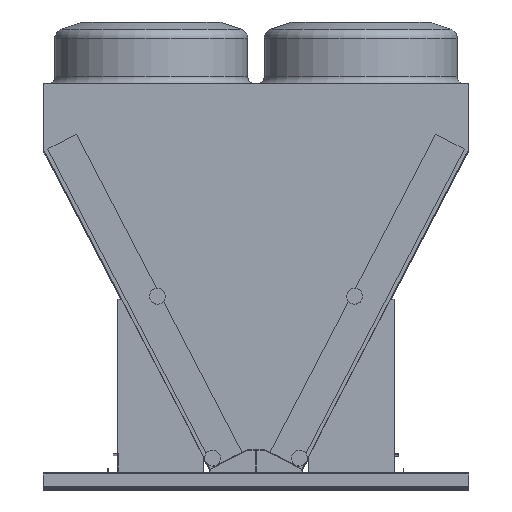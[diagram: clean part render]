
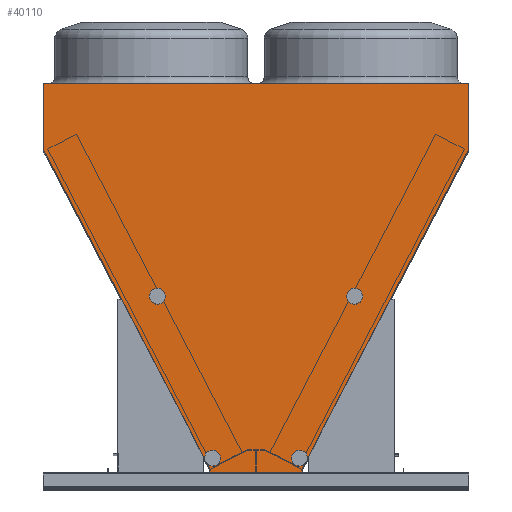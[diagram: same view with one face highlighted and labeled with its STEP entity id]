
A CAD part, top view. The second image highlights one B-rep face of the part: STEP entity #40110.
In plain terms, the highlighted planar face has unit normal (0, 0, 1).
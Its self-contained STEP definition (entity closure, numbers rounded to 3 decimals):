
#740 = LINE ( 'NONE', #3918, #16175 ) ;
#777 = CARTESIAN_POINT ( 'NONE',  ( -245.403, 20.223, 0. ) ) ;
#1101 = DIRECTION ( 'NONE',  ( 0., 1., 0. ) ) ;
#1405 = DIRECTION ( 'NONE',  ( 0.462, -0.887, 0. ) ) ;
#1653 = CARTESIAN_POINT ( 'NONE',  ( -279.893, 0., 0. ) ) ;
#1857 = LINE ( 'NONE', #29630, #18354 ) ;
#2748 = EDGE_CURVE ( 'NONE', #6090, #19667, #3235, .T. ) ;
#3108 = CARTESIAN_POINT ( 'NONE',  ( 246.893, 1.482, 0. ) ) ;
#3235 = LINE ( 'NONE', #6063, #28455 ) ;
#3908 = CARTESIAN_POINT ( 'NONE',  ( 1127.607, 1711.053, 0. ) ) ;
#3918 = CARTESIAN_POINT ( 'NONE',  ( 279.893, 0., 0. ) ) ;
#4560 = CARTESIAN_POINT ( 'NONE',  ( 1127.607, 1711.053, 0. ) ) ;
#5502 = DIRECTION ( 'NONE',  ( 0., -1., 0. ) ) ;
#5586 = VERTEX_POINT ( 'NONE', #27681 ) ;
#5614 = VERTEX_POINT ( 'NONE', #1653 ) ;
#5760 = CARTESIAN_POINT ( 'NONE',  ( 1136.15, 2083.62, 0. ) ) ;
#5863 = EDGE_CURVE ( 'NONE', #26029, #23962, #41083, .T. ) ;
#5876 = VECTOR ( 'NONE', #35042, 1000. ) ;
#6052 = ORIENTED_EDGE ( 'NONE', *, *, #22760, .T. ) ;
#6063 = CARTESIAN_POINT ( 'NONE',  ( 1127.607, 1711.053, 0. ) ) ;
#6090 = VERTEX_POINT ( 'NONE', #3908 ) ;
#7019 = CARTESIAN_POINT ( 'NONE',  ( 279.893, 1.482, 0. ) ) ;
#7298 = ORIENTED_EDGE ( 'NONE', *, *, #8640, .T. ) ;
#7494 = VERTEX_POINT ( 'NONE', #14997 ) ;
#7678 = VERTEX_POINT ( 'NONE', #12533 ) ;
#8236 = VECTOR ( 'NONE', #21601, 1000. ) ;
#8585 = EDGE_CURVE ( 'NONE', #19667, #26029, #29702, .T. ) ;
#8640 = EDGE_CURVE ( 'NONE', #5586, #6090, #30726, .T. ) ;
#9036 = EDGE_CURVE ( 'NONE', #17163, #14474, #12659, .T. ) ;
#9270 = VERTEX_POINT ( 'NONE', #40845 ) ;
#9552 = ORIENTED_EDGE ( 'NONE', *, *, #25001, .T. ) ;
#9824 = EDGE_CURVE ( 'NONE', #7494, #13750, #19858, .T. ) ;
#10256 = VERTEX_POINT ( 'NONE', #25230 ) ;
#10655 = EDGE_LOOP ( 'NONE', ( #25901, #19107, #33045, #21622, #32900, #21329, #35490, #24544, #9552, #12648, #38909, #42178, #6052, #20327, #7298, #40079, #13299, #30026 ) ) ;
#10767 = EDGE_CURVE ( 'NONE', #18432, #17163, #29521, .T. ) ;
#11196 = VECTOR ( 'NONE', #34128, 1000. ) ;
#11532 = VERTEX_POINT ( 'NONE', #3108 ) ;
#12413 = VERTEX_POINT ( 'NONE', #18008 ) ;
#12470 = VECTOR ( 'NONE', #37073, 1000. ) ;
#12533 = CARTESIAN_POINT ( 'NONE',  ( 279.893, 0., 0. ) ) ;
#12648 = ORIENTED_EDGE ( 'NONE', *, *, #38146, .T. ) ;
#12651 = PLANE ( 'NONE',  #14081 ) ;
#12659 = LINE ( 'NONE', #26672, #29148 ) ;
#12946 = VERTEX_POINT ( 'NONE', #18320 ) ;
#13299 = ORIENTED_EDGE ( 'NONE', *, *, #8585, .T. ) ;
#13750 = VERTEX_POINT ( 'NONE', #26021 ) ;
#14081 = AXIS2_PLACEMENT_3D ( 'NONE', #35589, #38823, #19312 ) ;
#14154 = CARTESIAN_POINT ( 'NONE',  ( 246.893, 17.358, 0. ) ) ;
#14474 = VERTEX_POINT ( 'NONE', #777 ) ;
#14997 = CARTESIAN_POINT ( 'NONE',  ( -246.893, 1.482, 0. ) ) ;
#15014 = VECTOR ( 'NONE', #38868, 1000. ) ;
#15477 = EDGE_CURVE ( 'NONE', #9270, #5586, #37079, .T. ) ;
#16175 = VECTOR ( 'NONE', #23648, 1000. ) ;
#16594 = EDGE_CURVE ( 'NONE', #19153, #18432, #32948, .T. ) ;
#16925 = DIRECTION ( 'NONE',  ( -1., 0., 0. ) ) ;
#16949 = LINE ( 'NONE', #37831, #8236 ) ;
#17120 = EDGE_CURVE ( 'NONE', #14474, #12413, #30857, .T. ) ;
#17163 = VERTEX_POINT ( 'NONE', #21545 ) ;
#17442 = CARTESIAN_POINT ( 'NONE',  ( -1136.282, 1727.462, 0. ) ) ;
#17506 = CARTESIAN_POINT ( 'NONE',  ( 1136.15, 2083.62, 0. ) ) ;
#17725 = LINE ( 'NONE', #31788, #5876 ) ;
#18008 = CARTESIAN_POINT ( 'NONE',  ( -246.893, 17.358, 0. ) ) ;
#18320 = CARTESIAN_POINT ( 'NONE',  ( 279.893, 1.482, 0. ) ) ;
#18354 = VECTOR ( 'NONE', #32899, 1000. ) ;
#18432 = VERTEX_POINT ( 'NONE', #33137 ) ;
#18804 = VECTOR ( 'NONE', #38248, 1000. ) ;
#19107 = ORIENTED_EDGE ( 'NONE', *, *, #16594, .T. ) ;
#19153 = VERTEX_POINT ( 'NONE', #17442 ) ;
#19295 = DIRECTION ( 'NONE',  ( 0.462, 0.887, 0. ) ) ;
#19312 = DIRECTION ( 'NONE',  ( -1., 0., 0. ) ) ;
#19561 = EDGE_CURVE ( 'NONE', #12413, #7494, #1857, .T. ) ;
#19667 = VERTEX_POINT ( 'NONE', #23731 ) ;
#19858 = LINE ( 'NONE', #22022, #18804 ) ;
#20327 = ORIENTED_EDGE ( 'NONE', *, *, #15477, .T. ) ;
#21162 = CARTESIAN_POINT ( 'NONE',  ( -1127.739, 1711.053, 0. ) ) ;
#21329 = ORIENTED_EDGE ( 'NONE', *, *, #19561, .T. ) ;
#21545 = CARTESIAN_POINT ( 'NONE',  ( -1126.246, 1711.83, 0. ) ) ;
#21601 = DIRECTION ( 'NONE',  ( 0., 1., 0. ) ) ;
#21602 = VECTOR ( 'NONE', #26557, 1000. ) ;
#21622 = ORIENTED_EDGE ( 'NONE', *, *, #9036, .T. ) ;
#21749 = DIRECTION ( 'NONE',  ( 0.887, 0.462, 0. ) ) ;
#22022 = CARTESIAN_POINT ( 'NONE',  ( -279.893, 1.482, 0. ) ) ;
#22760 = EDGE_CURVE ( 'NONE', #10256, #9270, #29969, .T. ) ;
#23043 = VECTOR ( 'NONE', #1101, 1000. ) ;
#23379 = VECTOR ( 'NONE', #5502, 1000. ) ;
#23648 = DIRECTION ( 'NONE',  ( 0., 1., 0. ) ) ;
#23731 = CARTESIAN_POINT ( 'NONE',  ( 1136.15, 1727.462, 0. ) ) ;
#23962 = VERTEX_POINT ( 'NONE', #36289 ) ;
#24254 = VECTOR ( 'NONE', #1405, 1000. ) ;
#24544 = ORIENTED_EDGE ( 'NONE', *, *, #38447, .T. ) ;
#25001 = EDGE_CURVE ( 'NONE', #5614, #7678, #31326, .T. ) ;
#25039 = CARTESIAN_POINT ( 'NONE',  ( -1127.739, 1711.053, 0. ) ) ;
#25061 = CARTESIAN_POINT ( 'NONE',  ( -1136.282, 1727.462, 0. ) ) ;
#25230 = CARTESIAN_POINT ( 'NONE',  ( 246.893, 17.358, 0. ) ) ;
#25901 = ORIENTED_EDGE ( 'NONE', *, *, #38445, .T. ) ;
#26021 = CARTESIAN_POINT ( 'NONE',  ( -279.893, 1.482, 0. ) ) ;
#26029 = VERTEX_POINT ( 'NONE', #5760 ) ;
#26266 = EDGE_CURVE ( 'NONE', #12946, #11532, #33742, .T. ) ;
#26557 = DIRECTION ( 'NONE',  ( 1., 0., 0. ) ) ;
#26672 = CARTESIAN_POINT ( 'NONE',  ( -245.403, 20.223, 0. ) ) ;
#27681 = CARTESIAN_POINT ( 'NONE',  ( 1126.218, 1711.776, 0. ) ) ;
#28432 = FACE_OUTER_BOUND ( 'NONE', #10655, .T. ) ;
#28455 = VECTOR ( 'NONE', #19295, 1000. ) ;
#29148 = VECTOR ( 'NONE', #29955, 1000. ) ;
#29521 = LINE ( 'NONE', #25039, #36095 ) ;
#29630 = CARTESIAN_POINT ( 'NONE',  ( -246.893, 17.358, 0. ) ) ;
#29702 = LINE ( 'NONE', #17506, #23043 ) ;
#29840 = VECTOR ( 'NONE', #37784, 1000. ) ;
#29955 = DIRECTION ( 'NONE',  ( 0.462, -0.887, 0. ) ) ;
#29969 = LINE ( 'NONE', #14154, #12470 ) ;
#30026 = ORIENTED_EDGE ( 'NONE', *, *, #5863, .T. ) ;
#30726 = LINE ( 'NONE', #4560, #11196 ) ;
#30857 = LINE ( 'NONE', #34540, #29840 ) ;
#31326 = LINE ( 'NONE', #39454, #21602 ) ;
#31788 = CARTESIAN_POINT ( 'NONE',  ( -279.893, 0., 0. ) ) ;
#32899 = DIRECTION ( 'NONE',  ( 0., -1., 0. ) ) ;
#32900 = ORIENTED_EDGE ( 'NONE', *, *, #17120, .T. ) ;
#32948 = LINE ( 'NONE', #21162, #24254 ) ;
#33045 = ORIENTED_EDGE ( 'NONE', *, *, #10767, .T. ) ;
#33137 = CARTESIAN_POINT ( 'NONE',  ( -1127.739, 1711.053, 0. ) ) ;
#33742 = LINE ( 'NONE', #7019, #40292 ) ;
#34128 = DIRECTION ( 'NONE',  ( 0.887, -0.462, 0. ) ) ;
#34540 = CARTESIAN_POINT ( 'NONE',  ( -246.893, 17.358, 0. ) ) ;
#35042 = DIRECTION ( 'NONE',  ( 0., -1., 0. ) ) ;
#35123 = EDGE_CURVE ( 'NONE', #11532, #10256, #16949, .T. ) ;
#35490 = ORIENTED_EDGE ( 'NONE', *, *, #9824, .T. ) ;
#35559 = DIRECTION ( 'NONE',  ( 0.462, 0.887, 0. ) ) ;
#35589 = CARTESIAN_POINT ( 'NONE',  ( 0., 0., 0. ) ) ;
#35637 = CARTESIAN_POINT ( 'NONE',  ( -1136.282, 2083.62, 0. ) ) ;
#36065 = VECTOR ( 'NONE', #35559, 1000. ) ;
#36095 = VECTOR ( 'NONE', #21749, 1000. ) ;
#36289 = CARTESIAN_POINT ( 'NONE',  ( -1136.282, 2083.62, 0. ) ) ;
#37073 = DIRECTION ( 'NONE',  ( -0.463, 0.886, 0. ) ) ;
#37079 = LINE ( 'NONE', #38791, #36065 ) ;
#37784 = DIRECTION ( 'NONE',  ( -0.461, -0.887, 0. ) ) ;
#37831 = CARTESIAN_POINT ( 'NONE',  ( 246.893, 17.358, 0. ) ) ;
#38146 = EDGE_CURVE ( 'NONE', #7678, #12946, #740, .T. ) ;
#38248 = DIRECTION ( 'NONE',  ( -1., 0., 0. ) ) ;
#38445 = EDGE_CURVE ( 'NONE', #23962, #19153, #40680, .T. ) ;
#38447 = EDGE_CURVE ( 'NONE', #13750, #5614, #17725, .T. ) ;
#38791 = CARTESIAN_POINT ( 'NONE',  ( 245.39, 20.232, 0. ) ) ;
#38823 = DIRECTION ( 'NONE',  ( 0., 0., -1. ) ) ;
#38868 = DIRECTION ( 'NONE',  ( -1., 0., 0. ) ) ;
#38909 = ORIENTED_EDGE ( 'NONE', *, *, #26266, .T. ) ;
#39454 = CARTESIAN_POINT ( 'NONE',  ( 279.893, 0., 0. ) ) ;
#40079 = ORIENTED_EDGE ( 'NONE', *, *, #2748, .T. ) ;
#40110 = ADVANCED_FACE ( 'NONE', ( #28432 ), #12651, .F. ) ;
#40292 = VECTOR ( 'NONE', #16925, 1000. ) ;
#40680 = LINE ( 'NONE', #25061, #23379 ) ;
#40845 = CARTESIAN_POINT ( 'NONE',  ( 245.39, 20.232, 0. ) ) ;
#41083 = LINE ( 'NONE', #35637, #15014 ) ;
#42178 = ORIENTED_EDGE ( 'NONE', *, *, #35123, .T. ) ;
